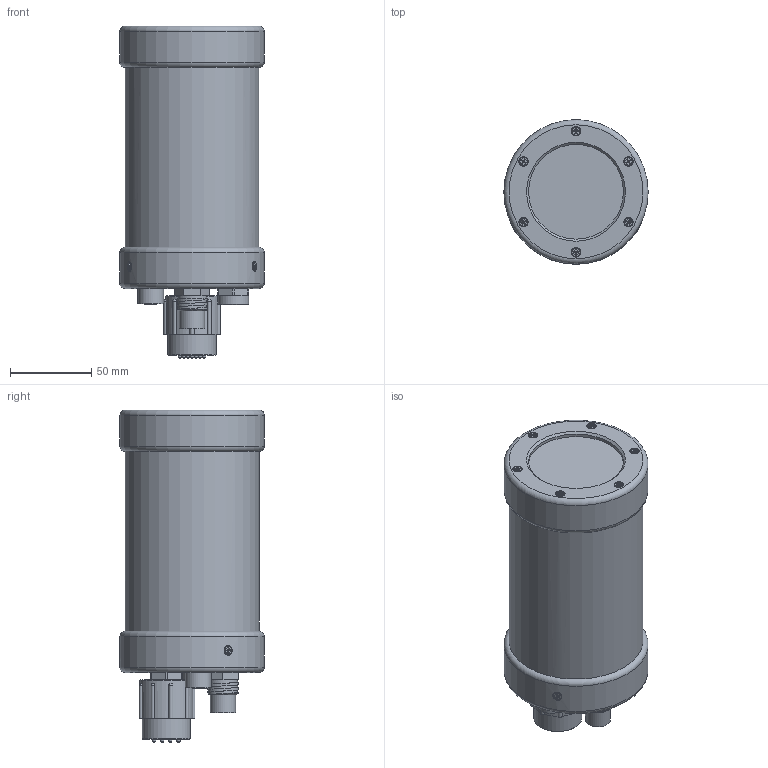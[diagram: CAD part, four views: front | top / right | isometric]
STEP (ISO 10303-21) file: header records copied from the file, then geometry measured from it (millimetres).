
FILE_DESCRIPTION(/* description */ (''),/* implementation_level */ '2;1');
FILE_NAME(/* name */ 'AR205_Manta_wGuards.stp',/* time_stamp */ '2022-10-05T20:58:03-04:00',/* author */ ('lfrey'),/* organization */ (''),/* preprocessor_version */ 'ST-DEVELOPER v19',/* originating_system */ 'Autodesk Inventor 2023',/* authorisation */ '');
FILE_SCHEMA (('AUTOMOTIVE_DESIGN { 1 0 10303 214 3 1 1 }'));
Products named in the file (1): AR205_Manta_wGuards
Bounding box: 88.9 x 88.99 x 204.59 mm (x, y, z)
Volume: 626435.7 mm3; surface area: 179820.6 mm2
Topology: 2 solids, 18 shells, 1483 faces, 3808 edges, 2486 vertices
Faces by surface type: plane 688, bspline 264, cylinder 226, cone 224, torus 70, sphere 11
Full cylindrical faces by diameter (mm): 1.524 x26, 1.7 x4, 1.778 x2, 2 x16, 2.032 x9, 2.271 x1, 2.845 x9, 3 x13, 3.048 x9, 3.175 x2, 3.302 x1, 3.727 x1, 4.166 x1, 4.318 x1, 4.8 x4, 4.953 x9, 5.08 x1, 5.5 x1, 7.417 x1, 9.5 x2, 9.652 x12, 10.8 x1, 11.11 x2, 11.43 x10, 12.497 x1, 12.5 x1, 12.7 x3, 14.3 x1, 15.24 x1, 15.5 x1
Entity records: 62894 total; most frequent: CARTESIAN_POINT 27427, ORIENTED_EDGE 7558, DIRECTION 6033, EDGE_CURVE 3779, VERTEX_POINT 2486, AXIS2_PLACEMENT_3D 2073, LINE 1887, VECTOR 1887
